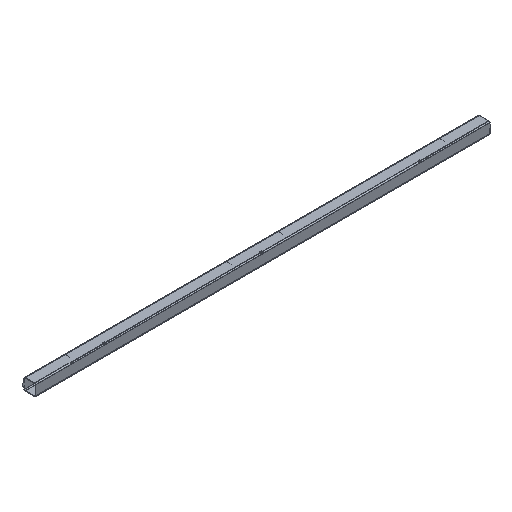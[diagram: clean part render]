
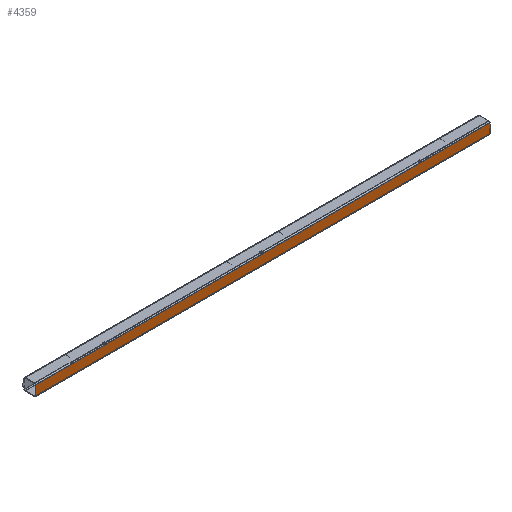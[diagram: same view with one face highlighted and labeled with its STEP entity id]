
A CAD part, isometric view. The second image highlights one B-rep face of the part: STEP entity #4359.
In plain terms, the highlighted planar face has unit normal (0, -1, 0).
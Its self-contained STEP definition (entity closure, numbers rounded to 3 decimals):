
#109 = EDGE_LOOP ( 'NONE', ( #1987, #7917, #8116, #3933 ) ) ;
#359 = CARTESIAN_POINT ( 'NONE',  ( 2320., -30., 23.6 ) ) ;
#815 = CARTESIAN_POINT ( 'NONE',  ( 10., -30., 0. ) ) ;
#1546 = CARTESIAN_POINT ( 'NONE',  ( 2320., -30., -23.6 ) ) ;
#1558 = AXIS2_PLACEMENT_3D ( 'NONE', #7843, #2222, #2731 ) ;
#1987 = ORIENTED_EDGE ( 'NONE', *, *, #4384, .F. ) ;
#2222 = DIRECTION ( 'NONE',  ( 0., 1., 0. ) ) ;
#2415 = DIRECTION ( 'NONE',  ( 0., 0., -1. ) ) ;
#2731 = DIRECTION ( 'NONE',  ( -1., 0., 0. ) ) ;
#2900 = VERTEX_POINT ( 'NONE', #4345 ) ;
#2967 = VERTEX_POINT ( 'NONE', #3451 ) ;
#3286 = EDGE_CURVE ( 'NONE', #6482, #2900, #5606, .T. ) ;
#3451 = CARTESIAN_POINT ( 'NONE',  ( 10., -30., 23.6 ) ) ;
#3521 = DIRECTION ( 'NONE',  ( -1., 0., 0. ) ) ;
#3933 = ORIENTED_EDGE ( 'NONE', *, *, #5905, .F. ) ;
#4001 = CARTESIAN_POINT ( 'NONE',  ( 10., -30., -23.6 ) ) ;
#4345 = CARTESIAN_POINT ( 'NONE',  ( 2290., -30., -23.6 ) ) ;
#4359 = ADVANCED_FACE ( 'NONE', ( #4689 ), #7890, .F. ) ;
#4384 = EDGE_CURVE ( 'NONE', #2900, #4908, #4780, .T. ) ;
#4689 = FACE_OUTER_BOUND ( 'NONE', #109, .T. ) ;
#4769 = LINE ( 'NONE', #815, #6108 ) ;
#4780 = LINE ( 'NONE', #1546, #8000 ) ;
#4908 = VERTEX_POINT ( 'NONE', #4001 ) ;
#5194 = VECTOR ( 'NONE', #2415, 1000. ) ;
#5588 = EDGE_CURVE ( 'NONE', #2967, #6482, #6175, .T. ) ;
#5606 = LINE ( 'NONE', #8316, #5194 ) ;
#5905 = EDGE_CURVE ( 'NONE', #4908, #2967, #4769, .T. ) ;
#6108 = VECTOR ( 'NONE', #7796, 1000. ) ;
#6175 = LINE ( 'NONE', #359, #6786 ) ;
#6482 = VERTEX_POINT ( 'NONE', #7150 ) ;
#6786 = VECTOR ( 'NONE', #7473, 1000. ) ;
#7150 = CARTESIAN_POINT ( 'NONE',  ( 2290., -30., 23.6 ) ) ;
#7473 = DIRECTION ( 'NONE',  ( 1., 0., 0. ) ) ;
#7796 = DIRECTION ( 'NONE',  ( 0., 0., 1. ) ) ;
#7843 = CARTESIAN_POINT ( 'NONE',  ( 2320., -30., -23.6 ) ) ;
#7890 = PLANE ( 'NONE',  #1558 ) ;
#7917 = ORIENTED_EDGE ( 'NONE', *, *, #3286, .F. ) ;
#8000 = VECTOR ( 'NONE', #3521, 1000. ) ;
#8116 = ORIENTED_EDGE ( 'NONE', *, *, #5588, .F. ) ;
#8316 = CARTESIAN_POINT ( 'NONE',  ( 2290., -30., 0. ) ) ;
